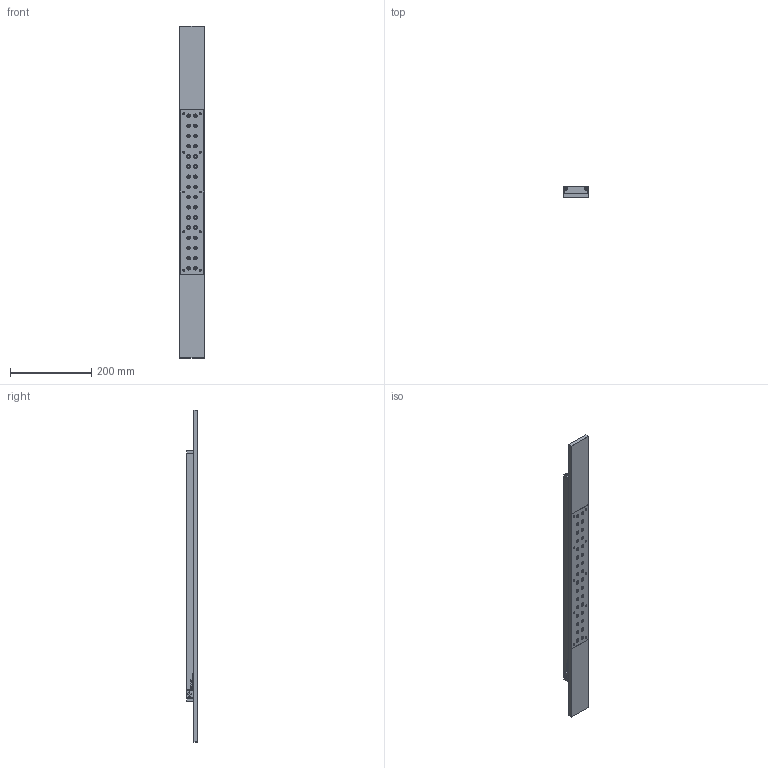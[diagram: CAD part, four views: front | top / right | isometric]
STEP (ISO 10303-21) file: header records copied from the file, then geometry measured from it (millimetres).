
FILE_DESCRIPTION(/* description */ (''),/* implementation_level */ '2;1');
FILE_NAME(/* name */ 'RTNG-3400.stp',/* time_stamp */ '2024-10-01T12:38:28+02:00',/* author */ (''),/* organization */ (''),/* preprocessor_version */ 'ST-DEVELOPER v16.7',/* originating_system */ 'SIEMENS PLM Software NX 12.0',/* authorisation */ '');
FILE_SCHEMA (('AUTOMOTIVE_DESIGN { 1 0 10303 214 3 1 1 1 }'));
Products named in the file (1): RTNG-3400_stp
Bounding box: 59.5 x 28 x 816 mm (x, y, z)
Volume: 976340.3 mm3; surface area: 275270.2 mm2
Topology: 4 solids, 4 shells, 2117 faces, 5171 edges, 3300 vertices
Faces by surface type: plane 1222, cylinder 363, cone 216, bspline 180, torus 136
Entity records: 66946 total; most frequent: CARTESIAN_POINT 13073, ORIENTED_EDGE 10342, DIRECTION 10021, EDGE_CURVE 5171, LINE 3477, VECTOR 3477, VERTEX_POINT 3300, AXIS2_PLACEMENT_3D 3272
